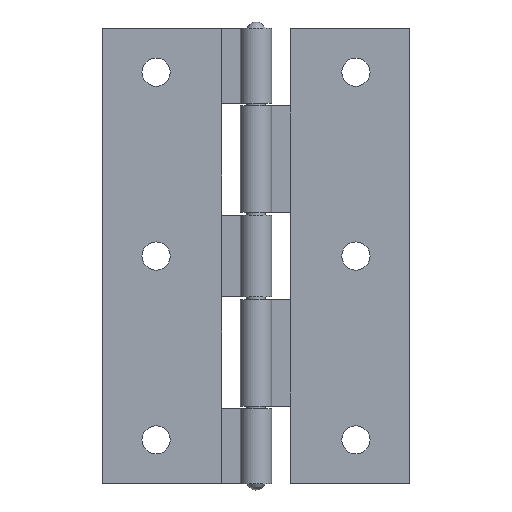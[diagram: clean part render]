
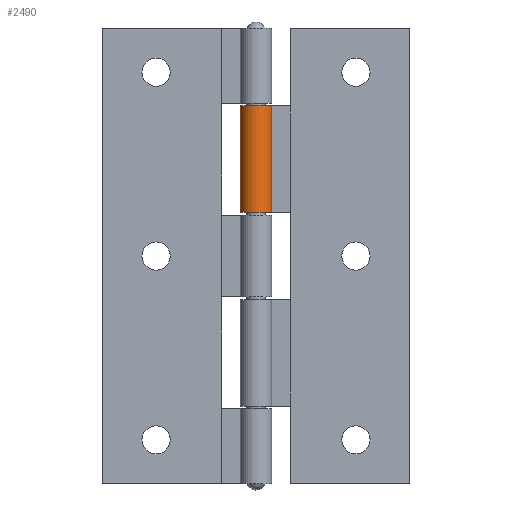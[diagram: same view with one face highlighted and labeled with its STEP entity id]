
A CAD part, top view. The second image highlights one B-rep face of the part: STEP entity #2490.
In plain terms, the highlighted cylindrical face has radius 2.5 mm (diameter 5 mm), a partial arc.
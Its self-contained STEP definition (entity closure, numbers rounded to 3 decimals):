
#2080 = PLANE('',#2081);
#2081 = AXIS2_PLACEMENT_3D('',#2082,#2083,#2084);
#2082 = CARTESIAN_POINT('',(15.866,23.95,1.25));
#2083 = DIRECTION('',(0.,0.,1.));
#2084 = DIRECTION('',(1.,0.,0.));
#2109 = PLANE('',#2110);
#2110 = AXIS2_PLACEMENT_3D('',#2111,#2112,#2113);
#2111 = CARTESIAN_POINT('',(14.75,6.95,1.));
#2112 = DIRECTION('',(0.,-1.,0.));
#2113 = DIRECTION('',(0.,0.,1.));
#2164 = PLANE('',#2165);
#2165 = AXIS2_PLACEMENT_3D('',#2166,#2167,#2168);
#2166 = CARTESIAN_POINT('',(14.75,23.95,1.));
#2167 = DIRECTION('',(0.,-1.,0.));
#2168 = DIRECTION('',(0.,0.,1.));
#2181 = VERTEX_POINT('',#2182);
#2182 = CARTESIAN_POINT('',(17.165,6.95,1.25));
#2203 = EDGE_CURVE('',#2204,#2181,#2206,.T.);
#2204 = VERTEX_POINT('',#2205);
#2205 = CARTESIAN_POINT('',(17.165,23.95,1.25));
#2206 = SURFACE_CURVE('',#2207,(#2211,#2218),.PCURVE_S1.);
#2207 = LINE('',#2208,#2209);
#2208 = CARTESIAN_POINT('',(17.165,23.95,1.25));
#2209 = VECTOR('',#2210,1.);
#2210 = DIRECTION('',(0.,-1.,0.));
#2211 = PCURVE('',#2080,#2212);
#2212 = DEFINITIONAL_REPRESENTATION('',(#2213),#2217);
#2213 = LINE('',#2214,#2215);
#2214 = CARTESIAN_POINT('',(1.299,0.));
#2215 = VECTOR('',#2216,1.);
#2216 = DIRECTION('',(0.,-1.));
#2217 = ( GEOMETRIC_REPRESENTATION_CONTEXT(2) 
PARAMETRIC_REPRESENTATION_CONTEXT() REPRESENTATION_CONTEXT('2D SPACE',''
  ) );
#2218 = PCURVE('',#2219,#2224);
#2219 = CYLINDRICAL_SURFACE('',#2220,2.5);
#2220 = AXIS2_PLACEMENT_3D('',#2221,#2222,#2223);
#2221 = CARTESIAN_POINT('',(15.,23.95,2.5));
#2222 = DIRECTION('',(0.,1.,0.));
#2223 = DIRECTION('',(1.,0.,0.));
#2224 = DEFINITIONAL_REPRESENTATION('',(#2225),#2229);
#2225 = LINE('',#2226,#2227);
#2226 = CARTESIAN_POINT('',(-5.76,0.));
#2227 = VECTOR('',#2228,1.);
#2228 = DIRECTION('',(0.,-1.));
#2229 = ( GEOMETRIC_REPRESENTATION_CONTEXT(2) 
PARAMETRIC_REPRESENTATION_CONTEXT() REPRESENTATION_CONTEXT('2D SPACE',''
  ) );
#2334 = EDGE_CURVE('',#2204,#2335,#2337,.T.);
#2335 = VERTEX_POINT('',#2336);
#2336 = CARTESIAN_POINT('',(15.,23.95,0.)
  );
#2337 = SURFACE_CURVE('',#2338,(#2343,#2350),.PCURVE_S1.);
#2338 = CIRCLE('',#2339,2.5);
#2339 = AXIS2_PLACEMENT_3D('',#2340,#2341,#2342);
#2340 = CARTESIAN_POINT('',(15.,23.95,2.5));
#2341 = DIRECTION('',(0.,-1.,0.));
#2342 = DIRECTION('',(1.,0.,0.));
#2343 = PCURVE('',#2164,#2344);
#2344 = DEFINITIONAL_REPRESENTATION('',(#2345),#2349);
#2345 = CIRCLE('',#2346,2.5);
#2346 = AXIS2_PLACEMENT_2D('',#2347,#2348);
#2347 = CARTESIAN_POINT('',(1.5,-0.25));
#2348 = DIRECTION('',(0.,-1.));
#2349 = ( GEOMETRIC_REPRESENTATION_CONTEXT(2) 
PARAMETRIC_REPRESENTATION_CONTEXT() REPRESENTATION_CONTEXT('2D SPACE',''
  ) );
#2350 = PCURVE('',#2219,#2351);
#2351 = DEFINITIONAL_REPRESENTATION('',(#2352),#2356);
#2352 = LINE('',#2353,#2354);
#2353 = CARTESIAN_POINT('',(0.,0.));
#2354 = VECTOR('',#2355,1.);
#2355 = DIRECTION('',(-1.,0.));
#2356 = ( GEOMETRIC_REPRESENTATION_CONTEXT(2) 
PARAMETRIC_REPRESENTATION_CONTEXT() REPRESENTATION_CONTEXT('2D SPACE',''
  ) );
#2374 = PLANE('',#2375);
#2375 = AXIS2_PLACEMENT_3D('',#2376,#2377,#2378);
#2376 = CARTESIAN_POINT('',(20.5,23.95,0.));
#2377 = DIRECTION('',(0.,0.,-1.));
#2378 = DIRECTION('',(-1.,0.,0.));
#2418 = EDGE_CURVE('',#2181,#2419,#2421,.T.);
#2419 = VERTEX_POINT('',#2420);
#2420 = CARTESIAN_POINT('',(15.,6.95,0.));
#2421 = SURFACE_CURVE('',#2422,(#2427,#2434),.PCURVE_S1.);
#2422 = CIRCLE('',#2423,2.5);
#2423 = AXIS2_PLACEMENT_3D('',#2424,#2425,#2426);
#2424 = CARTESIAN_POINT('',(15.,6.95,2.5));
#2425 = DIRECTION('',(0.,-1.,0.));
#2426 = DIRECTION('',(1.,0.,0.));
#2427 = PCURVE('',#2109,#2428);
#2428 = DEFINITIONAL_REPRESENTATION('',(#2429),#2433);
#2429 = CIRCLE('',#2430,2.5);
#2430 = AXIS2_PLACEMENT_2D('',#2431,#2432);
#2431 = CARTESIAN_POINT('',(1.5,-0.25));
#2432 = DIRECTION('',(0.,-1.));
#2433 = ( GEOMETRIC_REPRESENTATION_CONTEXT(2) 
PARAMETRIC_REPRESENTATION_CONTEXT() REPRESENTATION_CONTEXT('2D SPACE',''
  ) );
#2434 = PCURVE('',#2219,#2435);
#2435 = DEFINITIONAL_REPRESENTATION('',(#2436),#2440);
#2436 = LINE('',#2437,#2438);
#2437 = CARTESIAN_POINT('',(0.,-17.));
#2438 = VECTOR('',#2439,1.);
#2439 = DIRECTION('',(-1.,0.));
#2440 = ( GEOMETRIC_REPRESENTATION_CONTEXT(2) 
PARAMETRIC_REPRESENTATION_CONTEXT() REPRESENTATION_CONTEXT('2D SPACE',''
  ) );
#2490 = ADVANCED_FACE('',(#2491),#2219,.T.);
#2491 = FACE_BOUND('',#2492,.F.);
#2492 = EDGE_LOOP('',(#2493,#2494,#2495,#2516));
#2493 = ORIENTED_EDGE('',*,*,#2203,.T.);
#2494 = ORIENTED_EDGE('',*,*,#2418,.T.);
#2495 = ORIENTED_EDGE('',*,*,#2496,.F.);
#2496 = EDGE_CURVE('',#2335,#2419,#2497,.T.);
#2497 = SURFACE_CURVE('',#2498,(#2502,#2509),.PCURVE_S1.);
#2498 = LINE('',#2499,#2500);
#2499 = CARTESIAN_POINT('',(15.,23.95,0.)
  );
#2500 = VECTOR('',#2501,1.);
#2501 = DIRECTION('',(0.,-1.,0.));
#2502 = PCURVE('',#2219,#2503);
#2503 = DEFINITIONAL_REPRESENTATION('',(#2504),#2508);
#2504 = LINE('',#2505,#2506);
#2505 = CARTESIAN_POINT('',(-10.996,0.));
#2506 = VECTOR('',#2507,1.);
#2507 = DIRECTION('',(0.,-1.));
#2508 = ( GEOMETRIC_REPRESENTATION_CONTEXT(2) 
PARAMETRIC_REPRESENTATION_CONTEXT() REPRESENTATION_CONTEXT('2D SPACE',''
  ) );
#2509 = PCURVE('',#2374,#2510);
#2510 = DEFINITIONAL_REPRESENTATION('',(#2511),#2515);
#2511 = LINE('',#2512,#2513);
#2512 = CARTESIAN_POINT('',(5.5,0.));
#2513 = VECTOR('',#2514,1.);
#2514 = DIRECTION('',(0.,-1.));
#2515 = ( GEOMETRIC_REPRESENTATION_CONTEXT(2) 
PARAMETRIC_REPRESENTATION_CONTEXT() REPRESENTATION_CONTEXT('2D SPACE',''
  ) );
#2516 = ORIENTED_EDGE('',*,*,#2334,.F.);
